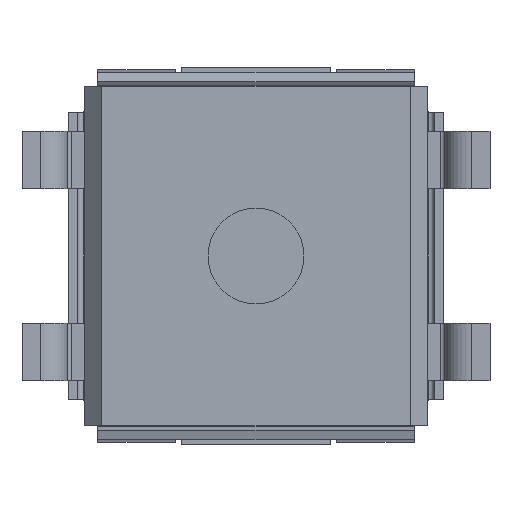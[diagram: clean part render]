
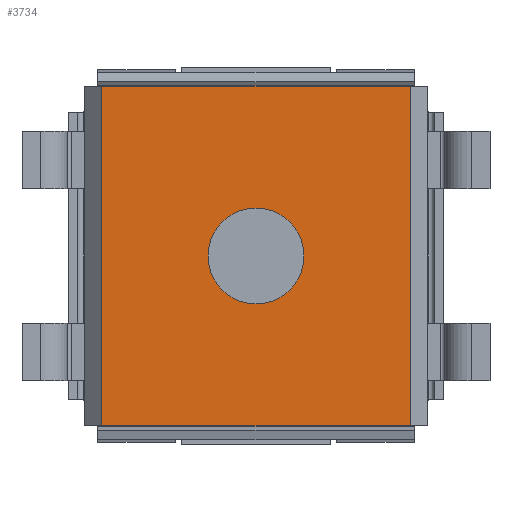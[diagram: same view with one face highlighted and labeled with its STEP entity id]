
A CAD part, front view. The second image highlights one B-rep face of the part: STEP entity #3734.
In plain terms, the highlighted planar face has unit normal (0, -1, 0).
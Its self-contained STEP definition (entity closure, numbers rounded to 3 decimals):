
#489 = VERTEX_POINT('',#490);
#490 = CARTESIAN_POINT('',(-2.045,-2.057,-2.248));
#496 = EDGE_CURVE('',#497,#489,#499,.T.);
#497 = VERTEX_POINT('',#498);
#498 = CARTESIAN_POINT('',(2.045,-2.057,-2.248));
#499 = LINE('',#500,#501);
#500 = CARTESIAN_POINT('',(2.045,-2.057,-2.248));
#501 = VECTOR('',#502,1.);
#502 = DIRECTION('',(-1.,0.,0.));
#3379 = VERTEX_POINT('',#3380);
#3380 = CARTESIAN_POINT('',(2.045,-2.057,2.248));
#3386 = EDGE_CURVE('',#3387,#3379,#3389,.T.);
#3387 = VERTEX_POINT('',#3388);
#3388 = CARTESIAN_POINT('',(-2.045,-2.057,2.248));
#3389 = LINE('',#3390,#3391);
#3390 = CARTESIAN_POINT('',(-2.045,-2.057,2.248));
#3391 = VECTOR('',#3392,1.);
#3392 = DIRECTION('',(1.,0.,0.));
#3721 = EDGE_CURVE('',#489,#3387,#3722,.T.);
#3722 = LINE('',#3723,#3724);
#3723 = CARTESIAN_POINT('',(-2.045,-2.057,-2.248));
#3724 = VECTOR('',#3725,1.);
#3725 = DIRECTION('',(0.,0.,1.));
#3734 = ADVANCED_FACE('',(#3735,#3746),#3766,.F.);
#3735 = FACE_BOUND('',#3736,.F.);
#3736 = EDGE_LOOP('',(#3737,#3738,#3739,#3740));
#3737 = ORIENTED_EDGE('',*,*,#496,.T.);
#3738 = ORIENTED_EDGE('',*,*,#3721,.T.);
#3739 = ORIENTED_EDGE('',*,*,#3386,.T.);
#3740 = ORIENTED_EDGE('',*,*,#3741,.T.);
#3741 = EDGE_CURVE('',#3379,#497,#3742,.T.);
#3742 = LINE('',#3743,#3744);
#3743 = CARTESIAN_POINT('',(2.045,-2.057,2.248));
#3744 = VECTOR('',#3745,1.);
#3745 = DIRECTION('',(0.,0.,-1.));
#3746 = FACE_BOUND('',#3747,.F.);
#3747 = EDGE_LOOP('',(#3748,#3759));
#3748 = ORIENTED_EDGE('',*,*,#3749,.F.);
#3749 = EDGE_CURVE('',#3750,#3752,#3754,.T.);
#3750 = VERTEX_POINT('',#3751);
#3751 = CARTESIAN_POINT('',(0.,-2.057,-0.635));
#3752 = VERTEX_POINT('',#3753);
#3753 = CARTESIAN_POINT('',(0.,-2.057,0.635));
#3754 = CIRCLE('',#3755,0.635);
#3755 = AXIS2_PLACEMENT_3D('',#3756,#3757,#3758);
#3756 = CARTESIAN_POINT('',(0.,-2.057,0.));
#3757 = DIRECTION('',(0.,1.,0.));
#3758 = DIRECTION('',(0.,0.,-1.));
#3759 = ORIENTED_EDGE('',*,*,#3760,.F.);
#3760 = EDGE_CURVE('',#3752,#3750,#3761,.T.);
#3761 = CIRCLE('',#3762,0.635);
#3762 = AXIS2_PLACEMENT_3D('',#3763,#3764,#3765);
#3763 = CARTESIAN_POINT('',(0.,-2.057,0.));
#3764 = DIRECTION('',(0.,1.,0.));
#3765 = DIRECTION('',(0.,-0.,1.));
#3766 = PLANE('',#3767);
#3767 = AXIS2_PLACEMENT_3D('',#3768,#3769,#3770);
#3768 = CARTESIAN_POINT('',(0.,-2.057,0.));
#3769 = DIRECTION('',(0.,1.,0.));
#3770 = DIRECTION('',(0.,-0.,1.));
